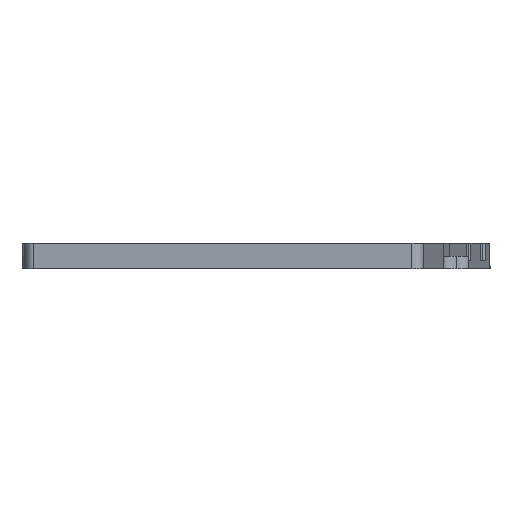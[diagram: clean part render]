
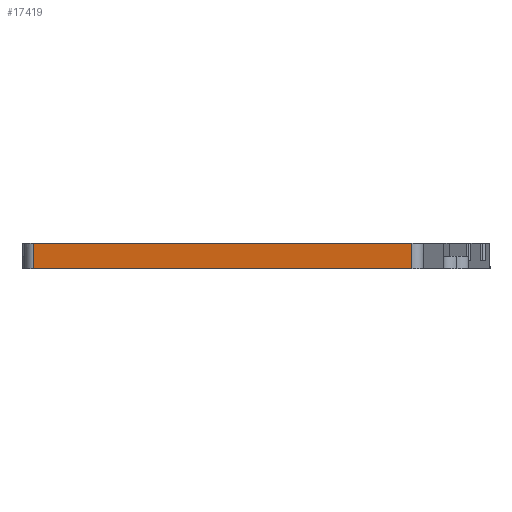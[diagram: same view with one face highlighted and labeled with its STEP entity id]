
A CAD part, left-side view. The second image highlights one B-rep face of the part: STEP entity #17419.
In plain terms, the highlighted planar face has unit normal (-0.993, 0.122, 0).
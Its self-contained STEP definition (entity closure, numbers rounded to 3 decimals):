
#1250=FACE_OUTER_BOUND('',#2125,.T.);
#2125=EDGE_LOOP('',(#15762,#15763,#15764,#15765));
#3002=LINE('',#21792,#4909);
#4719=LINE('',#30732,#6626);
#4720=LINE('',#30735,#6627);
#4721=LINE('',#30736,#6628);
#4909=VECTOR('',#18193,10.);
#6626=VECTOR('',#20984,10.);
#6627=VECTOR('',#20987,10.);
#6628=VECTOR('',#20988,10.);
#6898=VERTEX_POINT('',#21786);
#6899=VERTEX_POINT('',#21791);
#8340=VERTEX_POINT('',#30727);
#8341=VERTEX_POINT('',#30734);
#8616=EDGE_CURVE('',#6898,#6899,#3002,.T.);
#10904=EDGE_CURVE('',#6898,#8340,#4719,.T.);
#10905=EDGE_CURVE('',#8341,#8340,#4720,.T.);
#10906=EDGE_CURVE('',#6899,#8341,#4721,.T.);
#15762=ORIENTED_EDGE('',*,*,#8616,.F.);
#15763=ORIENTED_EDGE('',*,*,#10904,.T.);
#15764=ORIENTED_EDGE('',*,*,#10905,.F.);
#15765=ORIENTED_EDGE('',*,*,#10906,.F.);
#16571=PLANE('',#17985);
#17419=ADVANCED_FACE('',(#1250),#16571,.T.);
#17985=AXIS2_PLACEMENT_3D('',#30733,#20985,#20986);
#18193=DIRECTION('',(-0.122,-0.993,0.));
#20984=DIRECTION('',(0.,0.,-1.));
#20985=DIRECTION('center_axis',(-0.993,0.122,0.));
#20986=DIRECTION('ref_axis',(0.122,0.993,0.));
#20987=DIRECTION('',(0.122,0.993,0.));
#20988=DIRECTION('',(0.,0.,-1.));
#21786=CARTESIAN_POINT('',(9.402,89.984,5.));
#21791=CARTESIAN_POINT('',(0.244,15.394,5.));
#21792=CARTESIAN_POINT('',(9.402,89.984,5.));
#30727=CARTESIAN_POINT('',(9.402,89.984,0.));
#30732=CARTESIAN_POINT('',(9.402,89.984,5.));
#30733=CARTESIAN_POINT('Origin',(0.244,15.394,5.));
#30734=CARTESIAN_POINT('',(0.244,15.394,0.));
#30735=CARTESIAN_POINT('',(9.402,89.984,0.));
#30736=CARTESIAN_POINT('',(0.244,15.394,5.));
